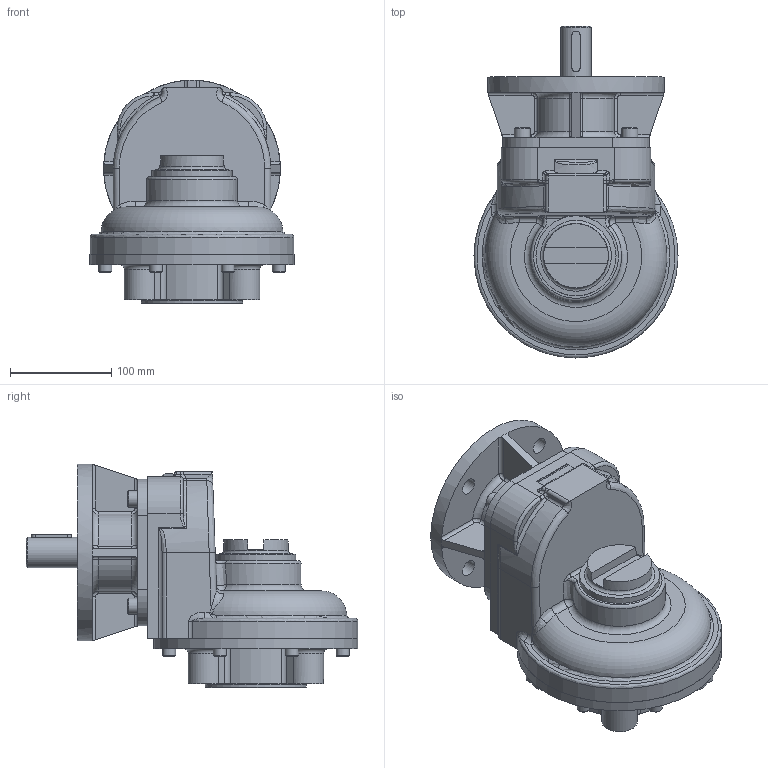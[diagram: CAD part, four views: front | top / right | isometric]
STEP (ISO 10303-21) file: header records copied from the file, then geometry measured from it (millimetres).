
FILE_DESCRIPTION(/* description */ ('Unknown'),/* implementation_level */ '2;1');
FILE_NAME(/* name */ 'PUBIB3-F14-F14_simplified',/* time_stamp */ '2015-12-09T16:51:47+00:00',/* author */ ('Unknown'),/* organization */ ('Unknown'),/* preprocessor_version */ 'ST-DEVELOPER v16',/* originating_system */ 'DEX',/* authorisation */ $);
FILE_SCHEMA (('AUTOMOTIVE_DESIGN {1 0 10303 214 3 1 1}'));
Length unit declared in the file: millimetre
Products named in the file (1): PUBIB3-F14-F14_simplified
Bounding box: 202 x 328.5 x 221.4 mm (x, y, z)
Surface area: 333335.8 mm2 (no closed solid volume)
Topology: 0 solids, 23 shells, 455 faces, 1393 edges, 940 vertices
Faces by surface type: plane 172, cylinder 137, bspline 59, torus 44, cone 23, sphere 20
Full cylindrical faces by diameter (mm): 13 x8, 14 x4, 16 x4, 16.5 x4, 30 x1, 70 x1, 76 x1, 79.375 x1, 100 x1, 100.05 x1, 110 x1, 175 x1, 202 x1
Entity records: 20608 total; most frequent: CARTESIAN_POINT 7239, DIRECTION 2495, ORIENTED_EDGE 2236, EDGE_CURVE 1278, AXIS2_PLACEMENT_3D 961, VERTEX_POINT 914, FACE_BOUND 575, LINE 573
